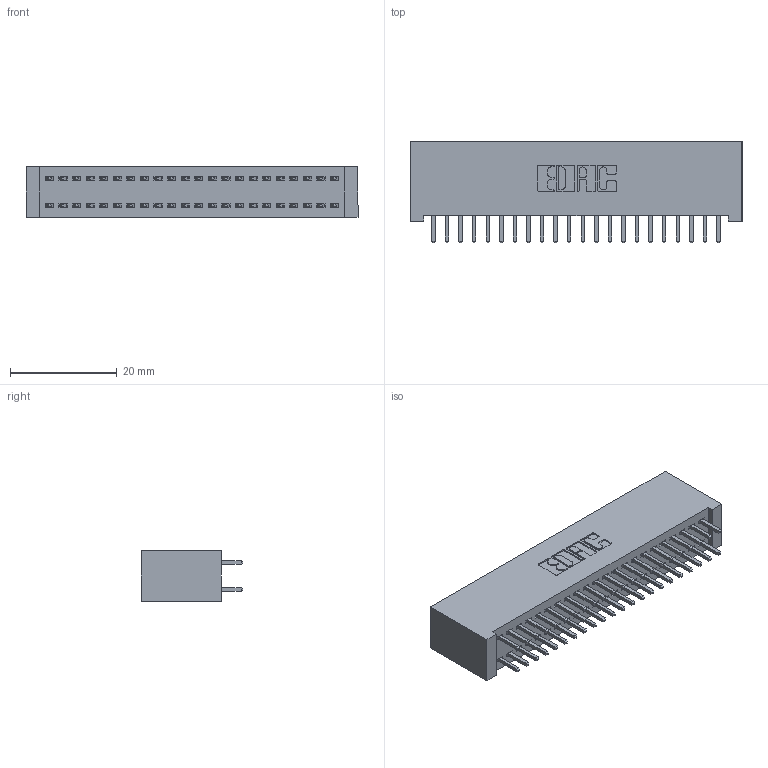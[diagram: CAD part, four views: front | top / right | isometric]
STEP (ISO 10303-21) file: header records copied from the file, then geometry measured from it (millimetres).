
FILE_DESCRIPTION (( 'STEP AP203' ), '1' );
FILE_NAME ('392-044-521-201.STEP', '2018-08-16T14:49:32', ( '' ), ( '' ), 'SwSTEP 2.0', 'SolidWorks 2016', '' );
FILE_SCHEMA (( 'CONFIG_CONTROL_DESIGN' ));
Length unit declared in the file: inch
Products named in the file (3): 342 Part_Lugless; 345-292-001_345-293-121; 392-044-521-201
Assembly tree (45 placements, depth 2):
  392-044-521-201
    342 Part_Lugless
    345-292-001_345-293-121  x44
Bounding box: 62.13 x 19.06 x 9.4 mm (x, y, z)
Volume: 5909.1 mm3; surface area: 9450.4 mm2
Topology: 45 solids, 45 shells, 2390 faces, 7095 edges, 4670 vertices
Faces by surface type: plane 1646, cylinder 744
Entity records: 16349 total; most frequent: CARTESIAN_POINT 2730, ORIENTED_EDGE 2666, DIRECTION 2361, EDGE_CURVE 1333, LINE 1213, VECTOR 1213, VERTEX_POINT 886, AXIS2_PLACEMENT_3D 574
